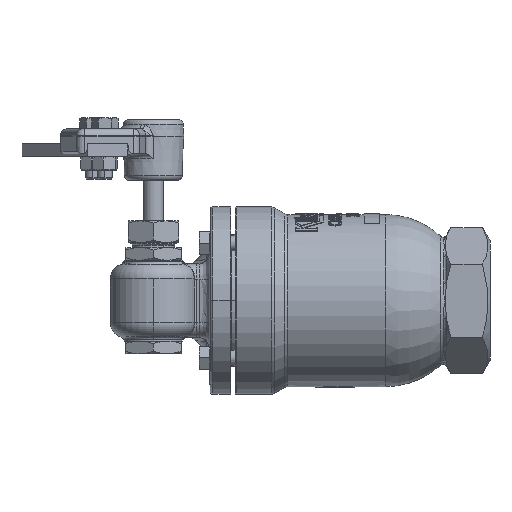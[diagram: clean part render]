
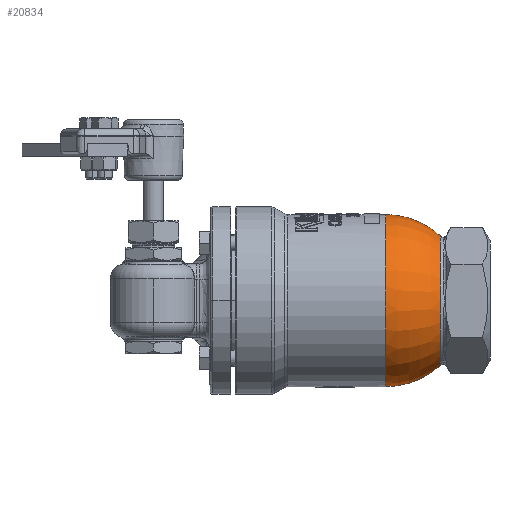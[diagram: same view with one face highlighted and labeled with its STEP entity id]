
A CAD part, left-side view. The second image highlights one B-rep face of the part: STEP entity #20834.
In plain terms, the highlighted toroidal (fillet/blend) face has major radius 3.175 mm and minor radius 50.8 mm.
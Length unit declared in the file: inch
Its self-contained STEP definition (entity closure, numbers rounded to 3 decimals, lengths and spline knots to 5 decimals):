
#2296 = VERTEX_POINT ( 'NONE', #27355 ) ;
#4791 = DIRECTION ( 'NONE',  ( 1., 0., 0. ) ) ;
#9455 = DIRECTION ( 'NONE',  ( 0., -1., 0. ) ) ;
#11297 = CIRCLE ( 'NONE', #14468, 2. ) ;
#13228 = CIRCLE ( 'NONE', #24981, 1.6032 ) ;
#14468 = AXIS2_PLACEMENT_3D ( 'NONE', #72608, #33163, #79196 ) ;
#16080 = ORIENTED_EDGE ( 'NONE', *, *, #70351, .T. ) ;
#19804 = CARTESIAN_POINT ( 'NONE',  ( 0., 2.59375, 0. ) ) ;
#20834 = ADVANCED_FACE ( 'NONE', ( #74978 ), #42030, .T. ) ;
#24981 = AXIS2_PLACEMENT_3D ( 'NONE', #64832, #25402, #71438 ) ;
#25402 = DIRECTION ( 'NONE',  ( 0., -1., 0. ) ) ;
#26389 = DIRECTION ( 'NONE',  ( 0., 0., -1. ) ) ;
#27215 = VERTEX_POINT ( 'NONE', #65333 ) ;
#27355 = CARTESIAN_POINT ( 'NONE',  ( 0., 1.24656, 1.6032 ) ) ;
#28787 = CIRCLE ( 'NONE', #47287, 2. ) ;
#33163 = DIRECTION ( 'NONE',  ( -1., 0., 0. ) ) ;
#36894 = CARTESIAN_POINT ( 'NONE',  ( 0., 1.24656, -1.6032 ) ) ;
#37595 = ORIENTED_EDGE ( 'NONE', *, *, #70072, .T. ) ;
#41906 = ORIENTED_EDGE ( 'NONE', *, *, #74319, .F. ) ;
#41951 = CARTESIAN_POINT ( 'NONE',  ( 0., 2.59375, 0. ) ) ;
#42030 = TOROIDAL_SURFACE ( 'NONE', #78788, 0.125, 2. ) ;
#44184 = CARTESIAN_POINT ( 'NONE',  ( 0., 2.59375, 0.125 ) ) ;
#46423 = EDGE_LOOP ( 'NONE', ( #81179, #37595, #16080, #41906 ) ) ;
#47287 = AXIS2_PLACEMENT_3D ( 'NONE', #44184, #4791, #50795 ) ;
#47357 = VERTEX_POINT ( 'NONE', #36894 ) ;
#50413 = VERTEX_POINT ( 'NONE', #61624 ) ;
#50795 = DIRECTION ( 'NONE',  ( 0., 0., -1. ) ) ;
#59065 = EDGE_CURVE ( 'NONE', #27215, #2296, #28787, .T. ) ;
#60209 = AXIS2_PLACEMENT_3D ( 'NONE', #19804, #65793, #26389 ) ;
#61624 = CARTESIAN_POINT ( 'NONE',  ( 0., 2.59375, -2.125 ) ) ;
#64832 = CARTESIAN_POINT ( 'NONE',  ( 0., 1.24656, 0. ) ) ;
#65333 = CARTESIAN_POINT ( 'NONE',  ( 0., 2.59375, 2.125 ) ) ;
#65793 = DIRECTION ( 'NONE',  ( 0., -1., 0. ) ) ;
#68684 = DIRECTION ( 'NONE',  ( 0., 0., -1. ) ) ;
#69953 = CIRCLE ( 'NONE', #60209, 2.125 ) ;
#70072 = EDGE_CURVE ( 'NONE', #27215, #50413, #69953, .T. ) ;
#70351 = EDGE_CURVE ( 'NONE', #50413, #47357, #11297, .T. ) ;
#71438 = DIRECTION ( 'NONE',  ( 0., 0., -1. ) ) ;
#72608 = CARTESIAN_POINT ( 'NONE',  ( 0., 2.59375, -0.125 ) ) ;
#74319 = EDGE_CURVE ( 'NONE', #2296, #47357, #13228, .T. ) ;
#74978 = FACE_OUTER_BOUND ( 'NONE', #46423, .T. ) ;
#78788 = AXIS2_PLACEMENT_3D ( 'NONE', #41951, #9455, #68684 ) ;
#79196 = DIRECTION ( 'NONE',  ( 0., 0., 1. ) ) ;
#81179 = ORIENTED_EDGE ( 'NONE', *, *, #59065, .F. ) ;
